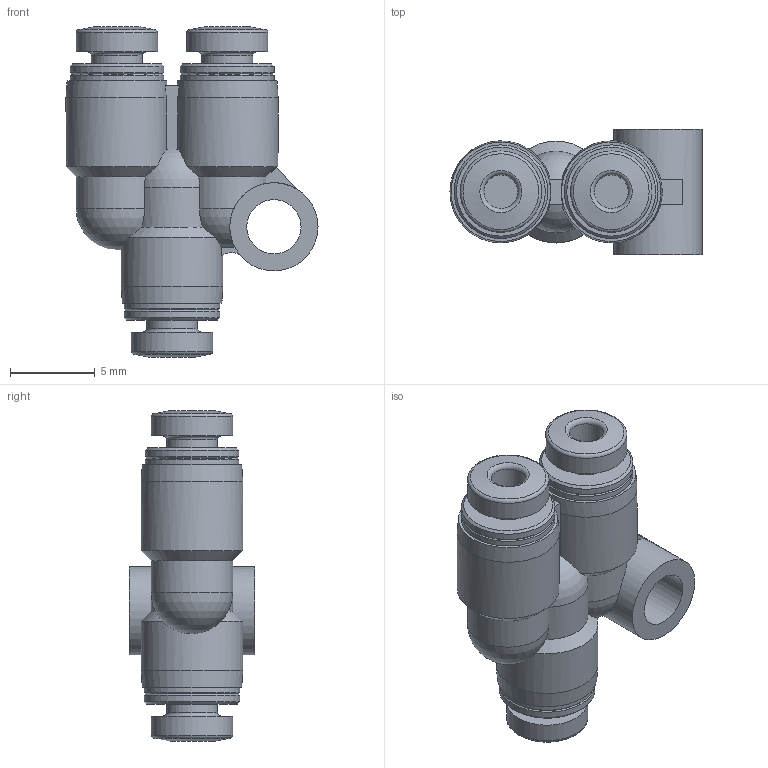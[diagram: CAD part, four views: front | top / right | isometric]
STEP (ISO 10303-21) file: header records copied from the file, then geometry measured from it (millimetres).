
FILE_DESCRIPTION(/* description */ ('STEP AP214'),/* implementation_level */ '2;1');
FILE_NAME(/* name */ '133037_QSMY-2',/* time_stamp */ '2024-09-14T14:18:01+02:00',/* author */ ('License CC BY-ND 4.0'),/* organization */ ('CADENAS'),/* preprocessor_version */ 'ST-DEVELOPER v19.3',/* originating_system */ 'PARTsolutions',/* authorisation */ ' ');
FILE_SCHEMA (('AUTOMOTIVE_DESIGN {1 0 10303 214 3 1 1}'));
Length unit declared in the file: millimetre
Products named in the file (1): 133037 QSMY-2
Bounding box: 14.85 x 7.4 x 19.49 mm (x, y, z)
Volume: 760.9 mm3; surface area: 1006.9 mm2
Topology: 1 solids, 1 shells, 81 faces, 184 edges, 114 vertices
Faces by surface type: cylinder 26, plane 22, cone 19, torus 9, sphere 5
Full cylindrical faces by diameter (mm): 2 x3, 3 x3, 3.2 x1, 4.8 x3, 5.2 x1, 5.52 x4, 5.64 x2, 6 x1
Entity records: 2631 total; most frequent: CARTESIAN_POINT 435, DIRECTION 344, ORIENTED_EDGE 268, AXIS2_PLACEMENT_3D 163, EDGE_LOOP 135, FACE_BOUND 135, EDGE_CURVE 134, VERTEX_POINT 107
